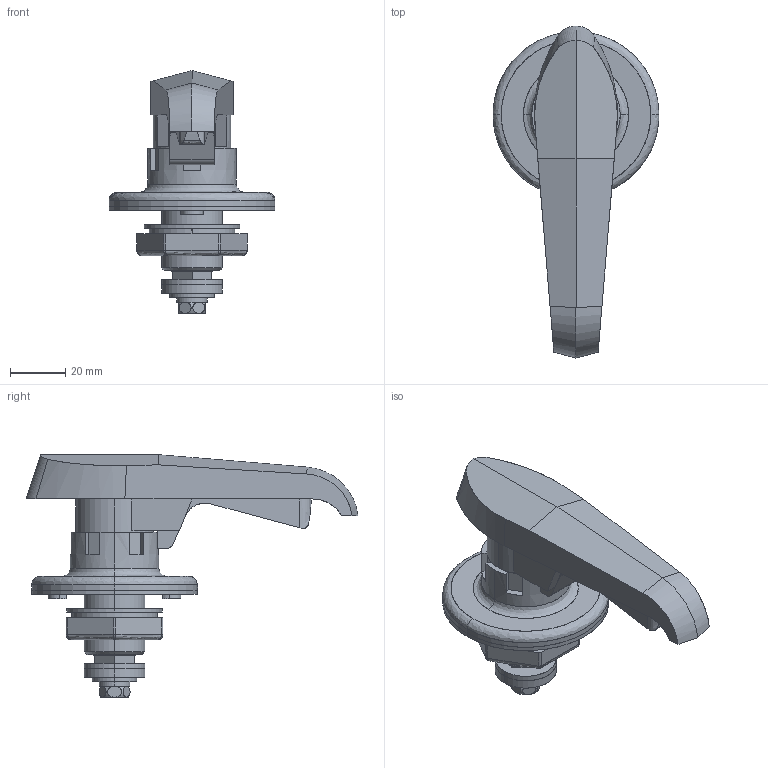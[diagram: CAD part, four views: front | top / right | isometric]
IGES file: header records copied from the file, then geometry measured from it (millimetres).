
Start section: SolidWorks IGES file using analytic representation for surfaces
Global section: file name: A-140-W-2.IGS; native system: SolidWorks 2007; preprocessor: SolidWorks 2007; author: sw9; date: 090108.133036; units: millimetre
Bounding box: 60 x 120 x 87.7 mm (x, y, z)
Surface area: 38211 mm2 (no closed solid volume)
Topology: 0 solids, 0 shells, 279 faces, 3978 edges, 3972 vertices
Faces by surface type: bspline 167, revolution 112
